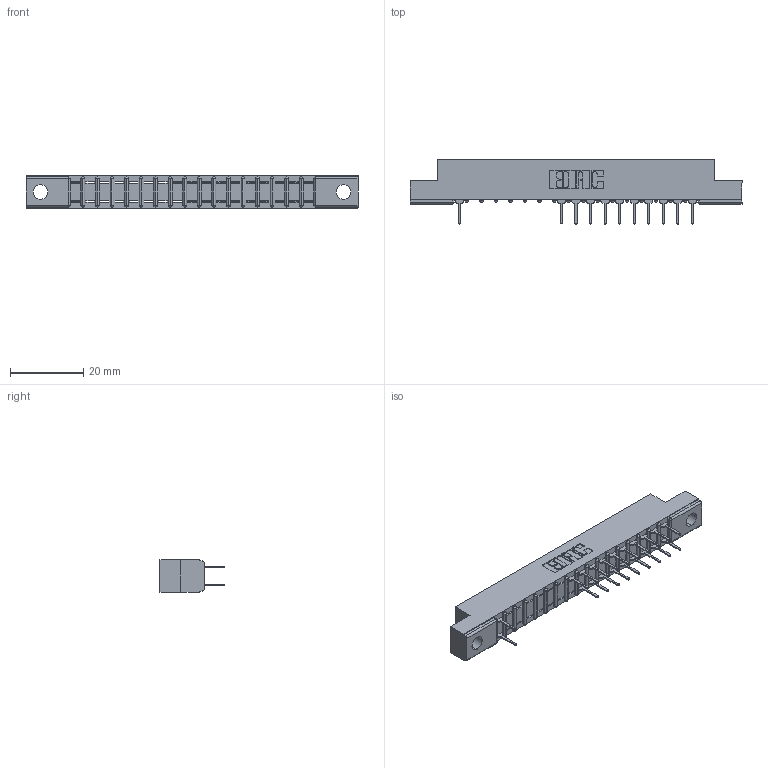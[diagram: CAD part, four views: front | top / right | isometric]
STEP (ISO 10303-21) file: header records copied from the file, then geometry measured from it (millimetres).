
FILE_DESCRIPTION (( 'STEP AP203' ), '1' );
FILE_NAME ('307-034-524-204.STEP', '2018-08-05T06:25:18', ( '' ), ( '' ), 'SwSTEP 2.0', 'SolidWorks 2016', '' );
FILE_SCHEMA (( 'CONFIG_CONTROL_DESIGN' ));
Length unit declared in the file: inch
Products named in the file (3): 307 Part_.156 Dia Mounting Holes; 307-290-001_524; 307-034-524-204
Assembly tree (22 placements, depth 2):
  307-034-524-204
    307 Part_.156 Dia Mounting Holes
    307-290-001_524  x21
Bounding box: 90.37 x 17.42 x 8.71 mm (x, y, z)
Volume: 5630.9 mm3; surface area: 8543.4 mm2
Topology: 22 solids, 22 shells, 1246 faces, 3505 edges, 2258 vertices
Faces by surface type: plane 813, cylinder 397, sphere 36
Entity records: 18170 total; most frequent: CARTESIAN_POINT 3038, ORIENTED_EDGE 3018, DIRECTION 2965, EDGE_CURVE 1509, VECTOR 1155, LINE 1155, VERTEX_POINT 978, AXIS2_PLACEMENT_3D 905
